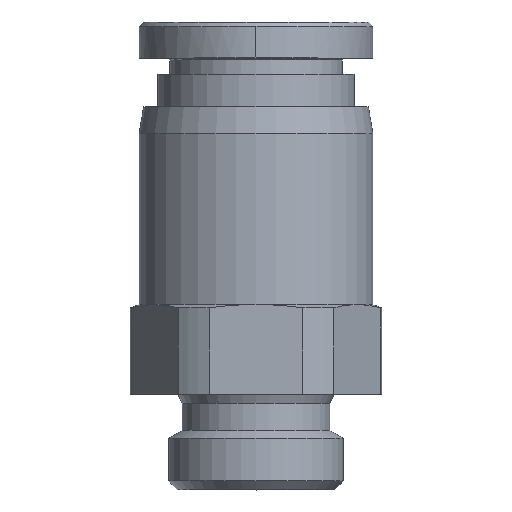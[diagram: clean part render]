
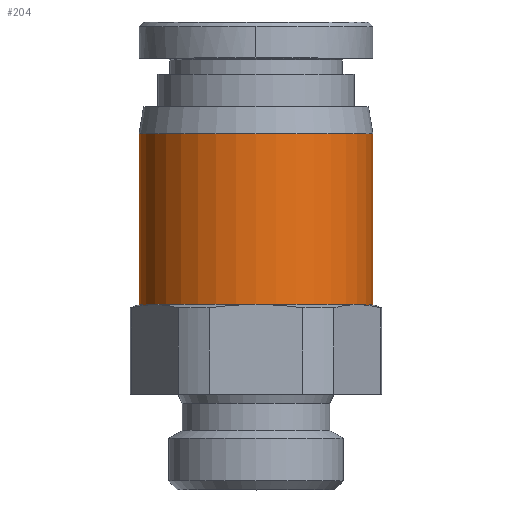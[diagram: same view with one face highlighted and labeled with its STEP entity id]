
A CAD part, top view. The second image highlights one B-rep face of the part: STEP entity #204.
In plain terms, the highlighted cylindrical face has radius 6.5 mm (diameter 13 mm), a partial arc.
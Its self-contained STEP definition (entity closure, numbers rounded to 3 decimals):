
#136=CARTESIAN_POINT('',(0.0,2.5,0.));
#137=DIRECTION('',(0.0,-1.0,0.));
#138=DIRECTION('',(1.0,0.0,0.0));
#139=AXIS2_PLACEMENT_3D('',#136,#137,#138);
#140=CYLINDRICAL_SURFACE('',#139,6.5);
#141=CARTESIAN_POINT('',(6.5,1.,0.));
#142=VERTEX_POINT('',#141);
#143=CARTESIAN_POINT('',(6.5,-8.5,0.));
#144=VERTEX_POINT('',#143);
#145=CARTESIAN_POINT('',(6.5,1.,0.));
#146=DIRECTION('',(0.0,-1.0,0.0));
#147=VECTOR('',#146,9.5);
#148=LINE('',#145,#147);
#149=EDGE_CURVE('',#142,#144,#148,.T.);
#150=ORIENTED_EDGE('',*,*,#149,.F.);
#151=CARTESIAN_POINT('',(-6.5,1.0,0.0));
#152=VERTEX_POINT('',#151);
#153=CARTESIAN_POINT('',(0.0,1.,0.));
#154=DIRECTION('',(0.0,-1.0,0.0));
#155=DIRECTION('',(1.0,0.0,0.0));
#156=AXIS2_PLACEMENT_3D('',#153,#154,#155);
#157=CIRCLE('',#156,6.5);
#158=EDGE_CURVE('',#142,#152,#157,.T.);
#159=ORIENTED_EDGE('',*,*,#158,.T.);
#160=CARTESIAN_POINT('',(-6.5,-8.5,0.));
#161=VERTEX_POINT('',#160);
#162=CARTESIAN_POINT('',(-6.5,-8.5,0.));
#163=DIRECTION('',(0.0,1.0,0.0));
#164=VECTOR('',#163,9.5);
#165=LINE('',#162,#164);
#166=EDGE_CURVE('',#161,#152,#165,.T.);
#167=ORIENTED_EDGE('',*,*,#166,.F.);
#168=CARTESIAN_POINT('',(-5.629,-8.5,3.25));
#169=VERTEX_POINT('',#168);
#170=CARTESIAN_POINT('',(0.0,-8.5,0.));
#171=DIRECTION('',(0.0,1.0,0.0));
#172=DIRECTION('',(1.0,0.0,0.0));
#173=AXIS2_PLACEMENT_3D('',#170,#171,#172);
#174=CIRCLE('',#173,6.5);
#175=EDGE_CURVE('',#161,#169,#174,.T.);
#176=ORIENTED_EDGE('',*,*,#175,.T.);
#177=CARTESIAN_POINT('',(0.,-8.5,6.5));
#178=VERTEX_POINT('',#177);
#179=CARTESIAN_POINT('',(0.0,-8.5,0.));
#180=DIRECTION('',(0.0,1.0,0.0));
#181=DIRECTION('',(1.0,0.0,0.0));
#182=AXIS2_PLACEMENT_3D('',#179,#180,#181);
#183=CIRCLE('',#182,6.5);
#184=EDGE_CURVE('',#169,#178,#183,.T.);
#185=ORIENTED_EDGE('',*,*,#184,.T.);
#186=CARTESIAN_POINT('',(5.629,-8.5,3.25));
#187=VERTEX_POINT('',#186);
#188=CARTESIAN_POINT('',(0.0,-8.5,0.));
#189=DIRECTION('',(0.0,1.0,0.0));
#190=DIRECTION('',(1.0,0.0,0.0));
#191=AXIS2_PLACEMENT_3D('',#188,#189,#190);
#192=CIRCLE('',#191,6.5);
#193=EDGE_CURVE('',#178,#187,#192,.T.);
#194=ORIENTED_EDGE('',*,*,#193,.T.);
#195=CARTESIAN_POINT('',(0.0,-8.5,0.));
#196=DIRECTION('',(0.0,1.0,0.0));
#197=DIRECTION('',(1.0,0.0,0.0));
#198=AXIS2_PLACEMENT_3D('',#195,#196,#197);
#199=CIRCLE('',#198,6.5);
#200=EDGE_CURVE('',#187,#144,#199,.T.);
#201=ORIENTED_EDGE('',*,*,#200,.T.);
#202=EDGE_LOOP('',(#150,#159,#167,#176,#185,#194,#201));
#203=FACE_OUTER_BOUND('',#202,.T.);
#204=ADVANCED_FACE('',(#203),#140,.T.);
